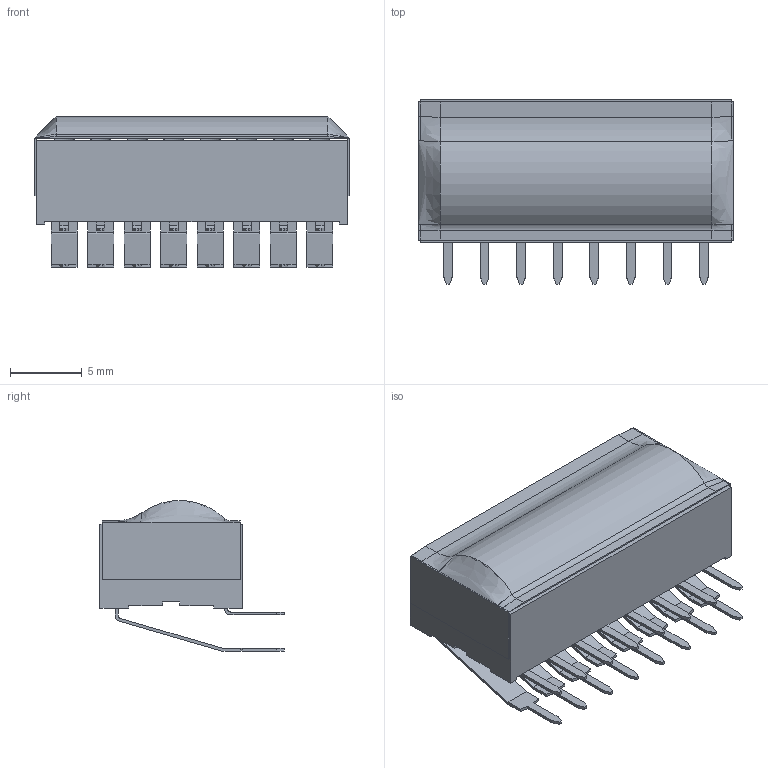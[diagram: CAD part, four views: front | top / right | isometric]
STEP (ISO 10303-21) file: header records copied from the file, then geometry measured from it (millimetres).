
FILE_DESCRIPTION(/* description */ (''),/* implementation_level */ '2;1');
FILE_NAME(/* name */ 'KAS2108Ex.stp',/* time_stamp */ '2025-05-21T11:43:31-05:00',/* author */ ('mroman'),/* organization */ (''),/* preprocessor_version */ 'ST-DEVELOPER v18.1',/* originating_system */ 'Autodesk Inventor 2022',/* authorisation */ '');
FILE_SCHEMA (('AUTOMOTIVE_DESIGN { 1 0 10303 214 3 1 1 }'));
Length unit declared in the file: centimetre
Products named in the file (1): KAS2108Ex
Bounding box: 21.88 x 12.8 x 10.47 mm (x, y, z)
Volume: 1214.1 mm3; surface area: 1887.9 mm2
Topology: 1 solids, 1 shells, 747 faces, 2047 edges, 1350 vertices
Faces by surface type: plane 566, bspline 111, cylinder 70
Entity records: 24426 total; most frequent: CARTESIAN_POINT 6008, ORIENTED_EDGE 4094, DIRECTION 3267, EDGE_CURVE 2047, LINE 1705, VECTOR 1705, VERTEX_POINT 1350, EDGE_LOOP 797
